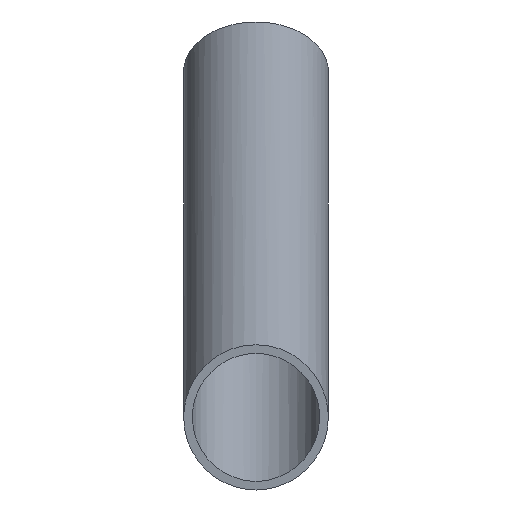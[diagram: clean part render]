
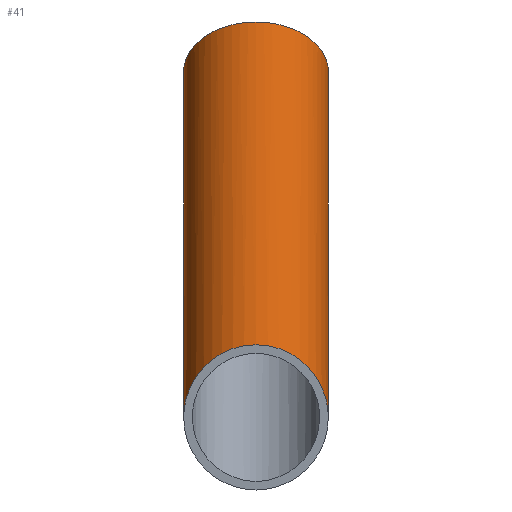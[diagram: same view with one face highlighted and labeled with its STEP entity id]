
A CAD part, top view. The second image highlights one B-rep face of the part: STEP entity #41.
In plain terms, the highlighted cylindrical face has radius 12.5 mm (diameter 25 mm), a partial arc.
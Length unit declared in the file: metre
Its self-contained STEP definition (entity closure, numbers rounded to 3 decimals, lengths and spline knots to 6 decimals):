
#41=ADVANCED_FACE('0:48',(#78),#79,.T.);
#78=FACE_OUTER_BOUND('',#106,.T.);
#79=CYLINDRICAL_SURFACE('',#107,0.0125);
#106=EDGE_LOOP('',(#165,#166,#167,#168,#169,#170));
#107=AXIS2_PLACEMENT_3D('',#171,#172,#173);
#165=ORIENTED_EDGE('',*,*,#176,.T.);
#166=ORIENTED_EDGE('',*,*,#199,.F.);
#167=ORIENTED_EDGE('',*,*,#198,.T.);
#168=ORIENTED_EDGE('',*,*,#179,.T.);
#169=ORIENTED_EDGE('',*,*,#196,.F.);
#170=ORIENTED_EDGE('',*,*,#195,.T.);
#171=CARTESIAN_POINT('',(-2.165,-0.285,0.10934));
#172=DIRECTION('',(0.,0.36,-0.933));
#173=DIRECTION('',(-1.0,0.,0.));
#176=EDGE_CURVE('',#203,#204,#205,.T.);
#179=EDGE_CURVE('',#210,#208,#211,.T.);
#195=EDGE_CURVE('0:102',#236,#203,#237,.T.);
#196=EDGE_CURVE('0:96',#236,#208,#238,.T.);
#198=EDGE_CURVE('0:60',#240,#210,#241,.T.);
#199=EDGE_CURVE('0:63',#240,#204,#242,.T.);
#203=VERTEX_POINT('',#246);
#204=VERTEX_POINT('',#247);
#205=LINE('',#248,#249);
#208=VERTEX_POINT('',#252);
#210=VERTEX_POINT('',#254);
#211=LINE('',#255,#256);
#236=VERTEX_POINT('',#283);
#237=ELLIPSE('',#284,0.015161,0.0125);
#238=ELLIPSE('',#285,0.015161,0.0125);
#240=VERTEX_POINT('',#287);
#241=ELLIPSE('',#288,0.012739,0.0125);
#242=ELLIPSE('',#289,0.012739,0.0125);
#246=CARTESIAN_POINT('',(-2.1775,-0.237,-0.01522));
#247=CARTESIAN_POINT('',(-2.1775,-0.297,0.14048));
#248=CARTESIAN_POINT('',(-2.1775,-0.285,0.10934));
#249=VECTOR('',#292,1.0);
#252=CARTESIAN_POINT('',(-2.1525,-0.237,-0.01522));
#254=CARTESIAN_POINT('',(-2.1525,-0.297,0.14048));
#255=CARTESIAN_POINT('',(-2.1525,-0.285,0.10934));
#256=VECTOR('',#299,1.0);
#283=CARTESIAN_POINT('',(-2.165,-0.228421,-0.00272));
#284=AXIS2_PLACEMENT_3D('',#332,#333,#334);
#285=AXIS2_PLACEMENT_3D('',#335,#336,#337);
#287=CARTESIAN_POINT('',(-2.165,-0.284453,0.142684));
#288=AXIS2_PLACEMENT_3D('',#338,#339,#340);
#289=AXIS2_PLACEMENT_3D('',#341,#342,#343);
#292=DIRECTION('',(0.,-0.36,0.933));
#299=DIRECTION('',(0.,0.36,-0.933));
#332=CARTESIAN_POINT('',(-2.165,-0.237,-0.01522));
#333=DIRECTION('',(0.,-0.824,0.566));
#334=DIRECTION('',(0.,-0.566,-0.824));
#335=CARTESIAN_POINT('',(-2.165,-0.237,-0.01522));
#336=DIRECTION('',(0.,0.824,-0.566));
#337=DIRECTION('',(0.,0.566,0.824));
#338=CARTESIAN_POINT('',(-2.165,-0.297,0.14048));
#339=DIRECTION('',(0.,0.173,-0.985));
#340=DIRECTION('',(0.,0.985,0.173));
#341=CARTESIAN_POINT('',(-2.165,-0.297,0.14048));
#342=DIRECTION('',(0.,-0.173,0.985));
#343=DIRECTION('',(0.,-0.985,-0.173));
